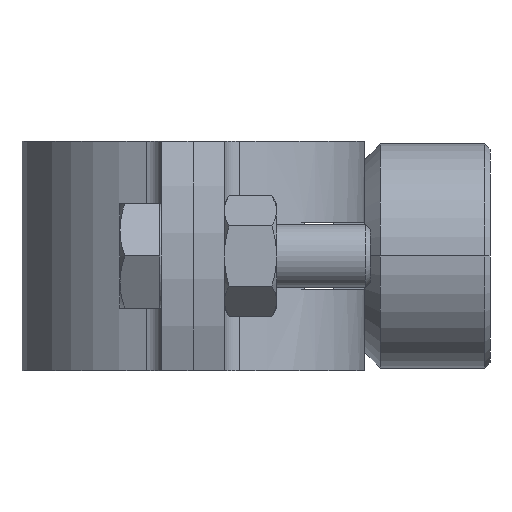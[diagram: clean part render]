
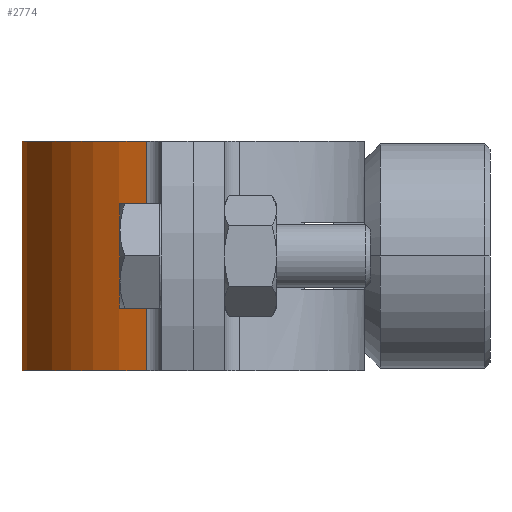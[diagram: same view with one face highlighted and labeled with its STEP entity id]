
A CAD part, left-side view. The second image highlights one B-rep face of the part: STEP entity #2774.
In plain terms, the highlighted cylindrical face has radius 16.45 mm (diameter 32.9 mm), a partial arc.
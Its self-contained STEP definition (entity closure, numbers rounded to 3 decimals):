
#510 = CARTESIAN_POINT ( 'NONE',  ( -15.834, -4.458, 11. ) ) ;
#566 = DIRECTION ( 'NONE',  ( 1., 0., 0. ) ) ;
#570 = DIRECTION ( 'NONE',  ( 0., 0., 1. ) ) ;
#572 = CARTESIAN_POINT ( 'NONE',  ( 0., 0., -11. ) ) ;
#639 = EDGE_CURVE ( 'NONE', #4523, #1376, #2098, .T. ) ;
#760 = EDGE_CURVE ( 'NONE', #3057, #3787, #1939, .T. ) ;
#762 = DIRECTION ( 'NONE',  ( -1., 0., 0. ) ) ;
#764 = DIRECTION ( 'NONE',  ( 0., 0., -1. ) ) ;
#765 = CARTESIAN_POINT ( 'NONE',  ( 0., 0., 11. ) ) ;
#767 = CYLINDRICAL_SURFACE ( 'NONE', #3535, 16.45 ) ;
#768 = FACE_OUTER_BOUND ( 'NONE', #3993, .T. ) ;
#929 = VECTOR ( 'NONE', #2081, 1000. ) ;
#1376 = VERTEX_POINT ( 'NONE', #3721 ) ;
#1854 = EDGE_CURVE ( 'NONE', #3057, #4523, #3191, .T. ) ;
#1931 = DIRECTION ( 'NONE',  ( 0., 0., -1. ) ) ;
#1937 = CARTESIAN_POINT ( 'NONE',  ( -15.834, -4.458, 11. ) ) ;
#1939 = LINE ( 'NONE', #1937, #3350 ) ;
#2081 = DIRECTION ( 'NONE',  ( 0., 0., -1. ) ) ;
#2088 = CARTESIAN_POINT ( 'NONE',  ( 15.834, -4.458, 11. ) ) ;
#2098 = LINE ( 'NONE', #2088, #929 ) ;
#2342 = DIRECTION ( 'NONE',  ( 1., 0., 0. ) ) ;
#2343 = DIRECTION ( 'NONE',  ( 0., 0., 1. ) ) ;
#2345 = CARTESIAN_POINT ( 'NONE',  ( 0., 0., 11. ) ) ;
#2774 = ADVANCED_FACE ( 'NONE', ( #768 ), #767, .T. ) ;
#2978 = EDGE_CURVE ( 'NONE', #3787, #1376, #3369, .T. ) ;
#3057 = VERTEX_POINT ( 'NONE', #510 ) ;
#3191 = CIRCLE ( 'NONE', #3194, 16.45 ) ;
#3194 = AXIS2_PLACEMENT_3D ( 'NONE', #2345, #2343, #2342 ) ;
#3314 = AXIS2_PLACEMENT_3D ( 'NONE', #572, #570, #566 ) ;
#3350 = VECTOR ( 'NONE', #1931, 1000. ) ;
#3369 = CIRCLE ( 'NONE', #3314, 16.45 ) ;
#3535 = AXIS2_PLACEMENT_3D ( 'NONE', #765, #764, #762 ) ;
#3628 = CARTESIAN_POINT ( 'NONE',  ( 15.834, -4.458, 11. ) ) ;
#3721 = CARTESIAN_POINT ( 'NONE',  ( 15.834, -4.458, -11. ) ) ;
#3787 = VERTEX_POINT ( 'NONE', #4408 ) ;
#3993 = EDGE_LOOP ( 'NONE', ( #4073, #4099, #4106, #4123 ) ) ;
#4073 = ORIENTED_EDGE ( 'NONE', *, *, #2978, .T. ) ;
#4099 = ORIENTED_EDGE ( 'NONE', *, *, #639, .F. ) ;
#4106 = ORIENTED_EDGE ( 'NONE', *, *, #1854, .F. ) ;
#4123 = ORIENTED_EDGE ( 'NONE', *, *, #760, .T. ) ;
#4408 = CARTESIAN_POINT ( 'NONE',  ( -15.834, -4.458, -11. ) ) ;
#4523 = VERTEX_POINT ( 'NONE', #3628 ) ;
